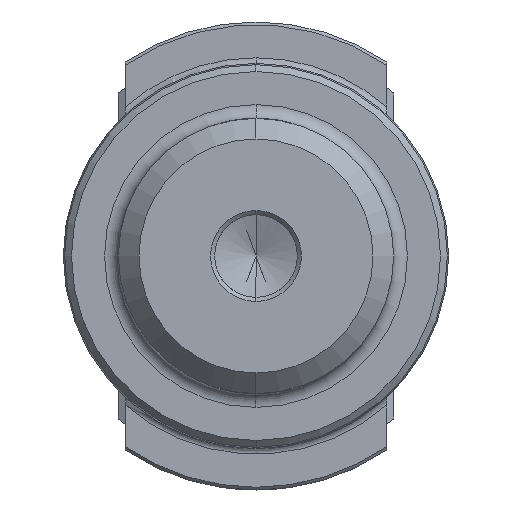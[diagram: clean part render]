
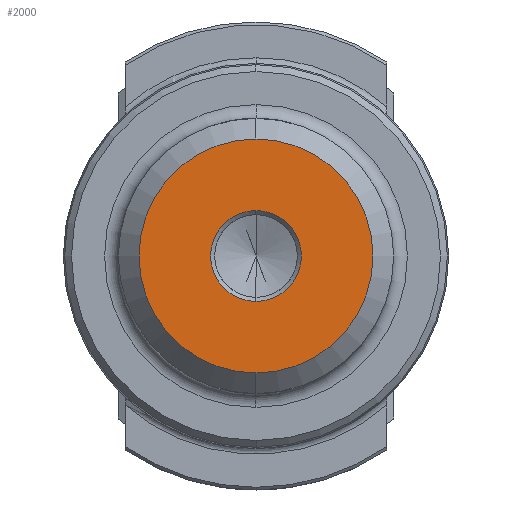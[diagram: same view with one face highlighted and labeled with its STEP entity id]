
A CAD part, left-side view. The second image highlights one B-rep face of the part: STEP entity #2000.
In plain terms, the highlighted planar face has unit normal (-1, 0, 0).
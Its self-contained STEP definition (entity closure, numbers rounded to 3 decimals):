
#47 = VERTEX_POINT ( 'NONE', #2939 ) ;
#337 = VERTEX_POINT ( 'NONE', #1374 ) ;
#596 = AXIS2_PLACEMENT_3D ( 'NONE', #3995, #3957, #3951 ) ;
#898 = AXIS2_PLACEMENT_3D ( 'NONE', #3065, #3366, #1568 ) ;
#923 = AXIS2_PLACEMENT_3D ( 'NONE', #3045, #2958, #3060 ) ;
#1142 = AXIS2_PLACEMENT_3D ( 'NONE', #2674, #4340, #3658 ) ;
#1191 = AXIS2_PLACEMENT_3D ( 'NONE', #4104, #2307, #2278 ) ;
#1374 = CARTESIAN_POINT ( 'NONE',  ( 0., 0., -8.5 ) ) ;
#1376 = EDGE_CURVE ( 'NONE', #47, #337, #3398, .T. ) ;
#1412 = EDGE_CURVE ( 'NONE', #3770, #3779, #3232, .T. ) ;
#1437 = FACE_BOUND ( 'NONE', #2807, .T. ) ;
#1457 = ORIENTED_EDGE ( 'NONE', *, *, #1376, .T. ) ;
#1501 = ORIENTED_EDGE ( 'NONE', *, *, #3827, .T. ) ;
#1511 = ORIENTED_EDGE ( 'NONE', *, *, #1412, .F. ) ;
#1518 = ORIENTED_EDGE ( 'NONE', *, *, #3817, .F. ) ;
#1534 = FACE_OUTER_BOUND ( 'NONE', #3866, .T. ) ;
#1568 = DIRECTION ( 'NONE',  ( 0., 0., 1. ) ) ;
#2000 = ADVANCED_FACE ( 'NONE', ( #1437, #1534 ), #3964, .F. ) ;
#2278 = DIRECTION ( 'NONE',  ( 0., 0., 1. ) ) ;
#2307 = DIRECTION ( 'NONE',  ( -1., 0., 0. ) ) ;
#2674 = CARTESIAN_POINT ( 'NONE',  ( 0., 0., 0. ) ) ;
#2807 = EDGE_LOOP ( 'NONE', ( #1518, #1511 ) ) ;
#2939 = CARTESIAN_POINT ( 'NONE',  ( 0., 0., 8.5 ) ) ;
#2958 = DIRECTION ( 'NONE',  ( -1., 0., 0. ) ) ;
#3045 = CARTESIAN_POINT ( 'NONE',  ( 0., 0., 0. ) ) ;
#3060 = DIRECTION ( 'NONE',  ( 0., 0., 1. ) ) ;
#3065 = CARTESIAN_POINT ( 'NONE',  ( 0., 0., 0. ) ) ;
#3232 = CIRCLE ( 'NONE', #1142, 3.3 ) ;
#3366 = DIRECTION ( 'NONE',  ( -1., 0., 0. ) ) ;
#3398 = CIRCLE ( 'NONE', #1191, 8.5 ) ;
#3517 = CIRCLE ( 'NONE', #898, 8.5 ) ;
#3598 = CARTESIAN_POINT ( 'NONE',  ( 0., 0., -3.3 ) ) ;
#3638 = CIRCLE ( 'NONE', #923, 3.3 ) ;
#3658 = DIRECTION ( 'NONE',  ( 0., 0., 1. ) ) ;
#3770 = VERTEX_POINT ( 'NONE', #3598 ) ;
#3779 = VERTEX_POINT ( 'NONE', #3890 ) ;
#3817 = EDGE_CURVE ( 'NONE', #3779, #3770, #3638, .T. ) ;
#3827 = EDGE_CURVE ( 'NONE', #337, #47, #3517, .T. ) ;
#3866 = EDGE_LOOP ( 'NONE', ( #1501, #1457 ) ) ;
#3890 = CARTESIAN_POINT ( 'NONE',  ( 0., 0., 3.3 ) ) ;
#3951 = DIRECTION ( 'NONE',  ( 0., 0., -1. ) ) ;
#3957 = DIRECTION ( 'NONE',  ( 1., 0., 0. ) ) ;
#3964 = PLANE ( 'NONE',  #596 ) ;
#3995 = CARTESIAN_POINT ( 'NONE',  ( 0., 3.3, 0. ) ) ;
#4104 = CARTESIAN_POINT ( 'NONE',  ( 0., 0., 0. ) ) ;
#4340 = DIRECTION ( 'NONE',  ( -1., 0., 0. ) ) ;
